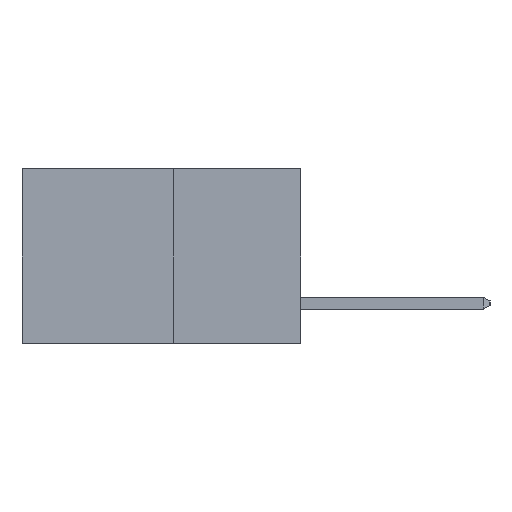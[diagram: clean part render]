
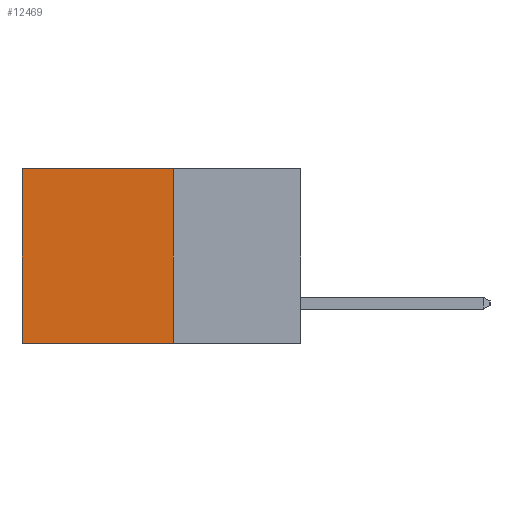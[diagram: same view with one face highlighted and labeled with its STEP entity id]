
A CAD part, left-side view. The second image highlights one B-rep face of the part: STEP entity #12469.
In plain terms, the highlighted planar face has unit normal (-1, 0, 0).
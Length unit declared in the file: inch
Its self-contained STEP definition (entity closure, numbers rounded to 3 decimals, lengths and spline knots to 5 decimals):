
#1075 = VECTOR ( 'NONE', #5556, 39.37008 ) ;
#1262 = CARTESIAN_POINT ( 'NONE',  ( 0.277, 0.27, -0.37 ) ) ;
#1326 = LINE ( 'NONE', #9965, #10132 ) ;
#1725 = DIRECTION ( 'NONE',  ( 0., 0., -1. ) ) ;
#2123 = VECTOR ( 'NONE', #1725, 39.37008 ) ;
#2222 = FACE_OUTER_BOUND ( 'NONE', #13958, .T. ) ;
#2704 = CARTESIAN_POINT ( 'NONE',  ( 0.277, 0.27, 0. ) ) ;
#2911 = DIRECTION ( 'NONE',  ( 1., 0., 0. ) ) ;
#5120 = VERTEX_POINT ( 'NONE', #2704 ) ;
#5428 = AXIS2_PLACEMENT_3D ( 'NONE', #18474, #2911, #15175 ) ;
#5526 = EDGE_CURVE ( 'NONE', #22250, #11768, #15069, .T. ) ;
#5556 = DIRECTION ( 'NONE',  ( 0., 1., 0. ) ) ;
#5695 = DIRECTION ( 'NONE',  ( 0., 1., 0. ) ) ;
#6196 = VECTOR ( 'NONE', #5695, 39.37008 ) ;
#6485 = CARTESIAN_POINT ( 'NONE',  ( 0.277, 0.59, -0.37 ) ) ;
#6986 = ORIENTED_EDGE ( 'NONE', *, *, #5526, .F. ) ;
#7889 = ORIENTED_EDGE ( 'NONE', *, *, #9493, .T. ) ;
#7994 = ORIENTED_EDGE ( 'NONE', *, *, #14739, .F. ) ;
#8165 = PLANE ( 'NONE',  #5428 ) ;
#9493 = EDGE_CURVE ( 'NONE', #5120, #17107, #19954, .T. ) ;
#9965 = CARTESIAN_POINT ( 'NONE',  ( 0.277, 0.59, -0.37 ) ) ;
#10132 = VECTOR ( 'NONE', #13506, 39.37008 ) ;
#11132 = CARTESIAN_POINT ( 'NONE',  ( 0.277, 0.59, 0. ) ) ;
#11768 = VERTEX_POINT ( 'NONE', #6485 ) ;
#12469 = ADVANCED_FACE ( 'NONE', ( #2222 ), #8165, .F. ) ;
#13506 = DIRECTION ( 'NONE',  ( 0., 0., -1. ) ) ;
#13958 = EDGE_LOOP ( 'NONE', ( #21892, #6986, #7994, #7889 ) ) ;
#14526 = EDGE_CURVE ( 'NONE', #17107, #11768, #1326, .T. ) ;
#14739 = EDGE_CURVE ( 'NONE', #5120, #22250, #19500, .T. ) ;
#15069 = LINE ( 'NONE', #17664, #1075 ) ;
#15175 = DIRECTION ( 'NONE',  ( 0., 0., -1. ) ) ;
#17107 = VERTEX_POINT ( 'NONE', #11132 ) ;
#17409 = CARTESIAN_POINT ( 'NONE',  ( 0.277, 0.27, -0.37 ) ) ;
#17664 = CARTESIAN_POINT ( 'NONE',  ( 0.277, 0.27, -0.37 ) ) ;
#17817 = CARTESIAN_POINT ( 'NONE',  ( 0.277, 0.27, 0. ) ) ;
#18474 = CARTESIAN_POINT ( 'NONE',  ( 0.277, 0.27, -0.37 ) ) ;
#19500 = LINE ( 'NONE', #17409, #2123 ) ;
#19954 = LINE ( 'NONE', #17817, #6196 ) ;
#21892 = ORIENTED_EDGE ( 'NONE', *, *, #14526, .T. ) ;
#22250 = VERTEX_POINT ( 'NONE', #1262 ) ;
